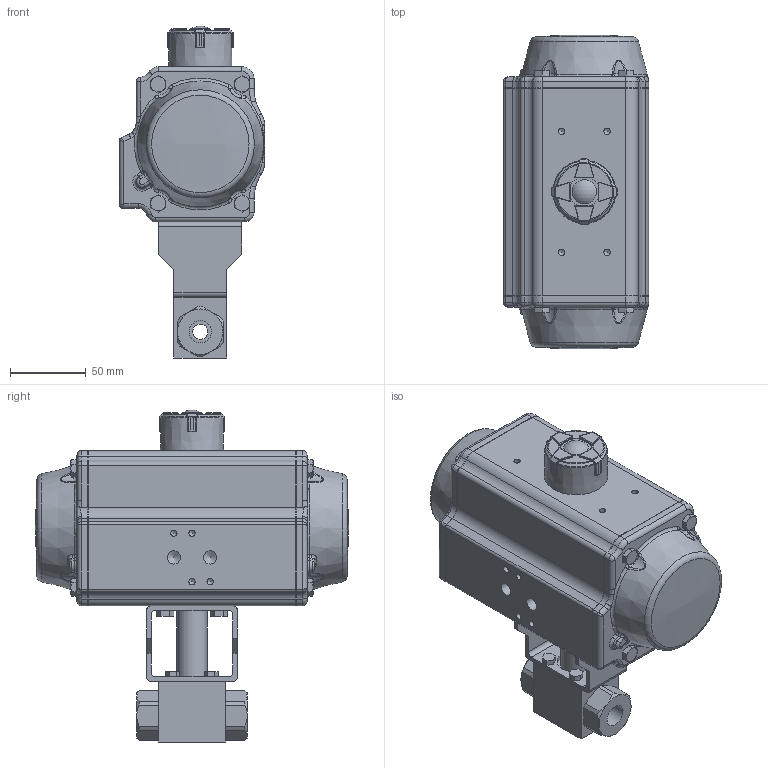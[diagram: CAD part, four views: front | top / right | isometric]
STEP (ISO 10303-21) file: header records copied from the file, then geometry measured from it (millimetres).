
FILE_DESCRIPTION(/* description */ ('Unknown'),/* implementation_level */ '2;1');
FILE_NAME(/* name */ 'FR03 4500_9769-03',/* time_stamp */ '2023-08-17T08:21:15+02:00',/* author */ ('Unknown'),/* organization */ ('Unknown'),/* preprocessor_version */ 'ST-DEVELOPER v18.102',/* originating_system */ 'Solid Edge',/* authorisation */ 'Unknown');
FILE_SCHEMA (('AUTOMOTIVE_DESIGN {1 0 10303 214 3 1 1}'));
Length unit declared in the file: millimetre
Products named in the file (14): AE20BO-7.500.010; Brücke F03-F05; 7.500.010; DIN558 M5x12; DIN558_M_6x16.1.3; Spindeladapter , Aufbau 50,11_11; DW04_FR03_(DW70_FR52); ____; ________(___________; _____________; ______; hex head bolts-full thread grade c gb_GB_FASTENER_BOLT_HHBFTC M6X20-N; cup head nib bolts with large head gb_GB_FASTENER_BOLT_CHNBW M6X25-N; KP-75
Assembly tree (28 placements, depth 4):
  AE20BO-7.500.010
    Brücke F03-F05
    7.500.010
    DIN558 M5x12  x4
    DIN558_M_6x16.1.3  x4
    Spindeladapter , Aufbau 50,11_11
    DW04_FR03_(DW70_FR52)
      ____
        ________(___________  x2
        _____________  x2
        ______
      hex head bolts-full thread grade c gb_GB_FASTENER_BOLT_HHBFTC M6X20-N  x8
      cup head nib bolts with large head gb_GB_FASTENER_BOLT_CHNBW M6X25-N
      KP-75
Bounding box: 96 x 206.95 x 219.41 mm (x, y, z)
Volume: 1701061.7 mm3; surface area: 151826.8 mm2
Topology: 26 solids, 26 shells, 1200 faces, 2859 edges, 1745 vertices
Faces by surface type: plane 448, cylinder 338, cone 155, bspline 149, torus 93, sphere 17
Full cylindrical faces by diameter (mm): 3 x18, 3.3 x8, 4.134 x8, 4.2 x8, 4.66 x1, 5 x17, 6 x17, 6.2 x1, 6.8 x4, 7 x4, 8.8 x2, 10 x1, 14.95 x2, 20 x1, 21.8 x1, 24.6 x1, 25 x1, 30 x1, 32 x2, 38.5 x1
Entity records: 31245 total; most frequent: CARTESIAN_POINT 11030, DIRECTION 3802, ORIENTED_EDGE 3794, EDGE_CURVE 1897, AXIS2_PLACEMENT_3D 1512, VERTEX_POINT 1260, FACE_BOUND 1085, EDGE_LOOP 1054
